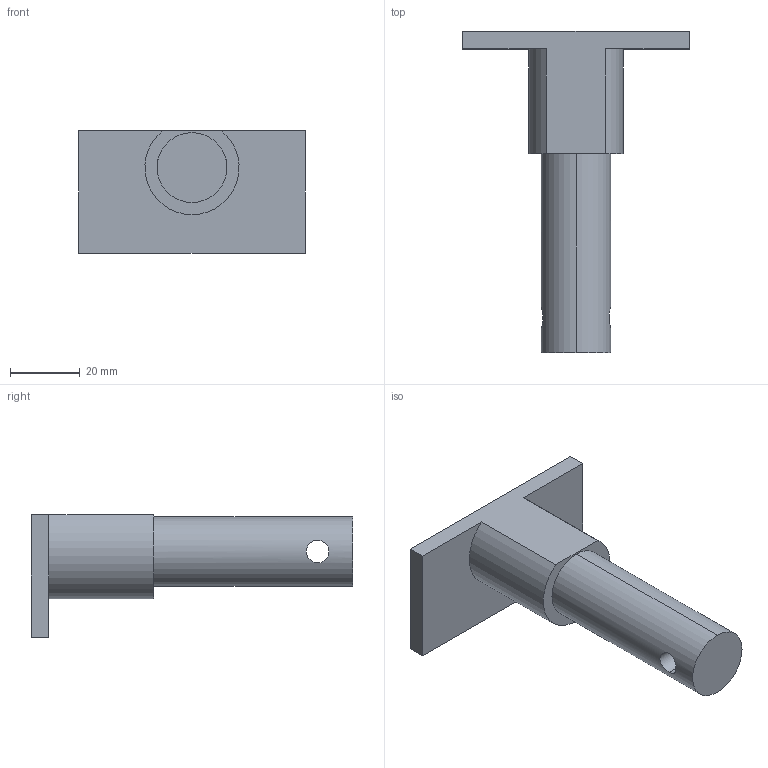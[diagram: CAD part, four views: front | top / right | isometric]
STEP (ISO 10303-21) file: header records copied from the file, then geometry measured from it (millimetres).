
FILE_DESCRIPTION (( 'STEP AP203' ), '1' );
FILE_NAME ('葬棲橫 渠陛葬.STEP', '2025-10-21T00:04:17', ( '' ), ( '' ), 'SwSTEP 2.0', 'SolidWorks 2017', '' );
FILE_SCHEMA (( 'CONFIG_CONTROL_DESIGN' ));
Length unit declared in the file: millimetre
Products named in the file (1): 葬棲橫 渠陛葬
Bounding box: 65 x 92 x 35 mm (x, y, z)
Volume: 44760.7 mm3; surface area: 11964.8 mm2
Topology: 1 solids, 1 shells, 14 faces, 33 edges, 22 vertices
Faces by surface type: plane 8, cylinder 6
Entity records: 606 total; most frequent: CARTESIAN_POINT 198, DIRECTION 67, ORIENTED_EDGE 66, EDGE_CURVE 33, AXIS2_PLACEMENT_3D 23, VERTEX_POINT 22, VECTOR 21, LINE 21
